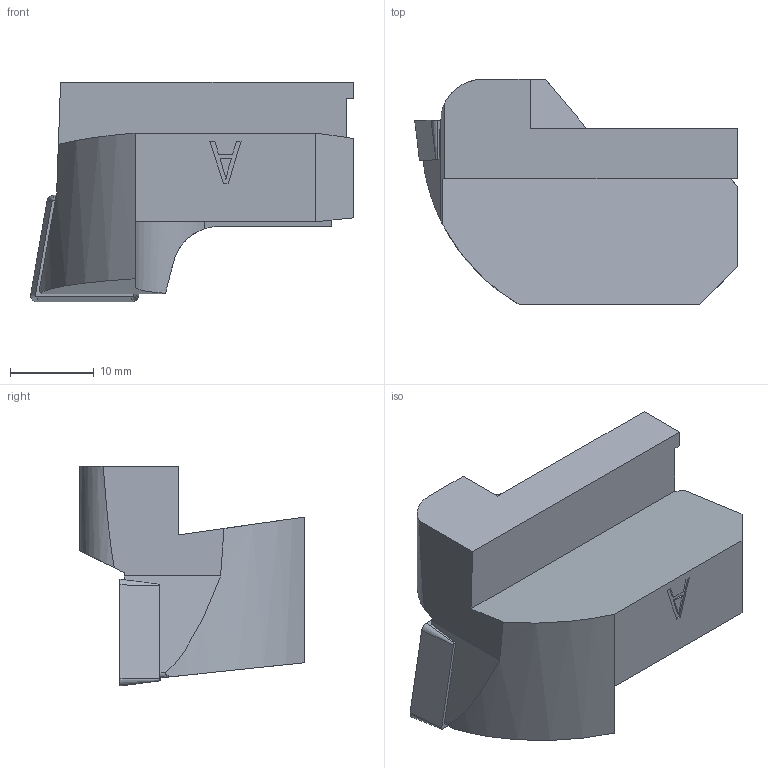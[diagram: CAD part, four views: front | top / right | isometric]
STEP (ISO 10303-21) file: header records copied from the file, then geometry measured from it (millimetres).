
FILE_DESCRIPTION(/* description */ (''),/* implementation_level */ '2;1');
FILE_NAME(/* name */ '1548863018321.stp',/* time_stamp */ '2019-01-30T16:43:54+01:00',/* author */ (''),/* organization */ ('SMS'),/* preprocessor_version */ 'ST-DEVELOPER v15',/* originating_system */ 'SIEMENS PLM Software NX 8.5',/* authorisation */ '');
FILE_SCHEMA (('AUTOMOTIVE_DESIGN { 1 0 10303 214 3 1 1 1 }'));
Length unit declared in the file: millimetre
Products named in the file (4): ASSEMBLY_CONSTRUCTION; IsoTurningInsert; 201027532mod000_00; 201027574mod000_01
Assembly tree (3 placements, depth 2):
  201027574mod000_01
    201027532mod000_00
    IsoTurningInsert
    ASSEMBLY_CONSTRUCTION
Bounding box: 38.48 x 26.8 x 26.2 mm (x, y, z)
Volume: 10196.8 mm3; surface area: 4438.9 mm2
Topology: 2 solids, 2 shells, 66 faces, 175 edges, 122 vertices
Faces by surface type: plane 47, cylinder 7, cone 6, torus 4, extrusion 2
Full cylindrical faces by diameter (mm): 5.5 x2
Entity records: 2262 total; most frequent: CARTESIAN_POINT 533, ORIENTED_EDGE 324, DIRECTION 318, EDGE_CURVE 162, VERTEX_POINT 111, AXIS2_PLACEMENT_3D 107, VECTOR 104, LINE 102
